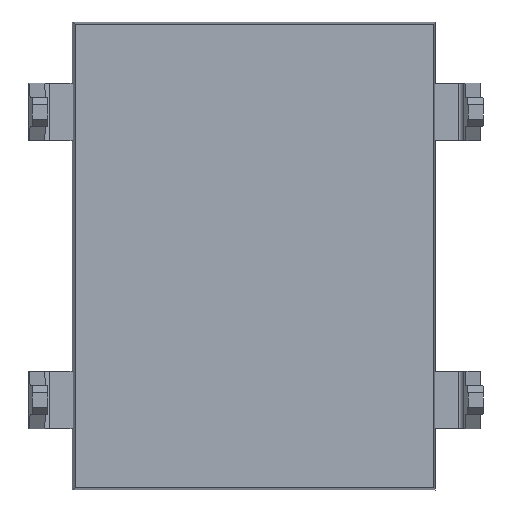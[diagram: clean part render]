
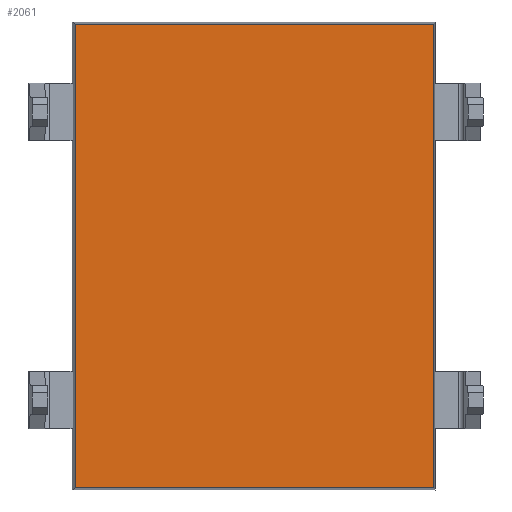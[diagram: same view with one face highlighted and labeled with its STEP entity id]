
A CAD part, front view. The second image highlights one B-rep face of the part: STEP entity #2061.
In plain terms, the highlighted face is planar.
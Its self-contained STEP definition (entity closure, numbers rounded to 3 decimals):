
#168=FACE_OUTER_BOUND('',#279,.T.);
#279=EDGE_LOOP('',(#1722,#1723,#1724,#1725));
#497=LINE('',#3291,#759);
#501=LINE('',#3299,#763);
#504=LINE('',#3304,#766);
#506=LINE('',#3307,#768);
#759=VECTOR('',#2697,10.);
#763=VECTOR('',#2703,10.);
#766=VECTOR('',#2708,10.);
#768=VECTOR('',#2712,10.);
#971=VERTEX_POINT('',#3289);
#972=VERTEX_POINT('',#3290);
#975=VERTEX_POINT('',#3298);
#976=VERTEX_POINT('',#3303);
#1225=EDGE_CURVE('',#971,#972,#497,.T.);
#1229=EDGE_CURVE('',#972,#975,#501,.T.);
#1232=EDGE_CURVE('',#975,#976,#504,.T.);
#1234=EDGE_CURVE('',#976,#971,#506,.T.);
#1722=ORIENTED_EDGE('',*,*,#1225,.T.);
#1723=ORIENTED_EDGE('',*,*,#1229,.T.);
#1724=ORIENTED_EDGE('',*,*,#1232,.T.);
#1725=ORIENTED_EDGE('',*,*,#1234,.T.);
#1954=PLANE('',#2273);
#2061=ADVANCED_FACE('',(#168),#1954,.F.);
#2273=AXIS2_PLACEMENT_3D('',#3309,#2714,#2715);
#2697=DIRECTION('',(0.,0.,-1.));
#2703=DIRECTION('',(1.,0.,0.));
#2708=DIRECTION('',(0.,0.,1.));
#2712=DIRECTION('',(-1.,0.,0.));
#2714=DIRECTION('center_axis',(0.,1.,0.));
#2715=DIRECTION('ref_axis',(0.,0.,1.));
#3289=CARTESIAN_POINT('',(-3.156,-1.25,4.081));
#3290=CARTESIAN_POINT('',(-3.156,-1.25,-4.081));
#3291=CARTESIAN_POINT('',(-3.156,-1.25,-4.125));
#3298=CARTESIAN_POINT('',(3.156,-1.25,-4.081));
#3299=CARTESIAN_POINT('',(3.2,-1.25,-4.081));
#3303=CARTESIAN_POINT('',(3.156,-1.25,4.081));
#3304=CARTESIAN_POINT('',(3.156,-1.25,4.125));
#3307=CARTESIAN_POINT('',(-3.2,-1.25,4.081));
#3309=CARTESIAN_POINT('Origin',(0.,-1.25,0.));
